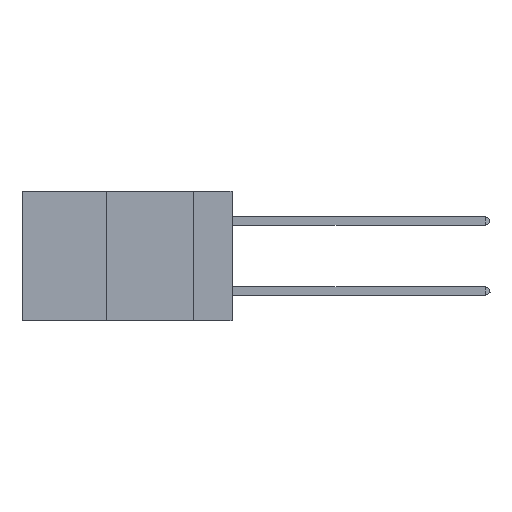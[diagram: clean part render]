
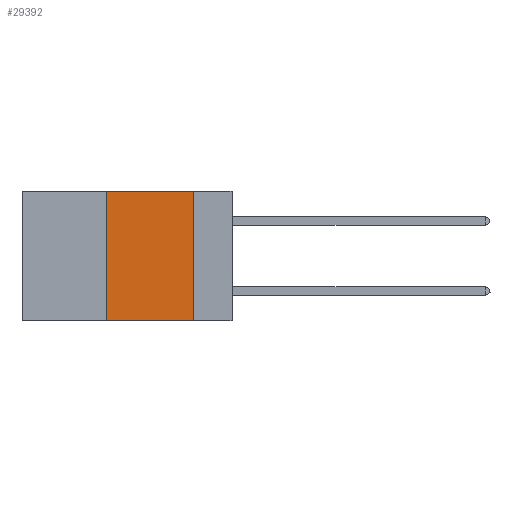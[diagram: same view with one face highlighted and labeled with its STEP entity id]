
A CAD part, left-side view. The second image highlights one B-rep face of the part: STEP entity #29392.
In plain terms, the highlighted planar face has unit normal (-1, 0, 0).
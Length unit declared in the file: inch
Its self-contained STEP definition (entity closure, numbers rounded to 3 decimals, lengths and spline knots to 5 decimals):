
#1982 = CARTESIAN_POINT ( 'NONE',  ( 0., 0.36, -0.37 ) ) ;
#3304 = AXIS2_PLACEMENT_3D ( 'NONE', #14874, #34453, #21355 ) ;
#3454 = LINE ( 'NONE', #17561, #20435 ) ;
#6133 = VERTEX_POINT ( 'NONE', #26510 ) ;
#6151 = LINE ( 'NONE', #24993, #40176 ) ;
#6279 = EDGE_CURVE ( 'NONE', #30126, #25412, #3454, .T. ) ;
#6397 = ORIENTED_EDGE ( 'NONE', *, *, #22481, .F. ) ;
#6615 = ORIENTED_EDGE ( 'NONE', *, *, #6279, .F. ) ;
#6883 = ORIENTED_EDGE ( 'NONE', *, *, #25972, .F. ) ;
#9866 = CARTESIAN_POINT ( 'NONE',  ( 0., 0.6, -0.37 ) ) ;
#14874 = CARTESIAN_POINT ( 'NONE',  ( 0., 0.6, 0. ) ) ;
#15062 = DIRECTION ( 'NONE',  ( 0., -1., 0. ) ) ;
#17553 = VECTOR ( 'NONE', #15062, 39.37008 ) ;
#17561 = CARTESIAN_POINT ( 'NONE',  ( 0., 0.36, 0. ) ) ;
#17710 = FACE_OUTER_BOUND ( 'NONE', #23149, .T. ) ;
#18381 = CARTESIAN_POINT ( 'NONE',  ( 0., 0.6, 0. ) ) ;
#19167 = CARTESIAN_POINT ( 'NONE',  ( 0., 0.11, -0.37 ) ) ;
#20435 = VECTOR ( 'NONE', #40609, 39.37008 ) ;
#20812 = LINE ( 'NONE', #9866, #38878 ) ;
#21355 = DIRECTION ( 'NONE',  ( 0., 0., -1. ) ) ;
#21636 = PLANE ( 'NONE',  #3304 ) ;
#22481 = EDGE_CURVE ( 'NONE', #6133, #37553, #6151, .T. ) ;
#22753 = ORIENTED_EDGE ( 'NONE', *, *, #29042, .T. ) ;
#23149 = EDGE_LOOP ( 'NONE', ( #6397, #6883, #6615, #22753 ) ) ;
#24993 = CARTESIAN_POINT ( 'NONE',  ( 0., 0.11, 0. ) ) ;
#25412 = VERTEX_POINT ( 'NONE', #34390 ) ;
#25972 = EDGE_CURVE ( 'NONE', #25412, #6133, #35073, .T. ) ;
#26510 = CARTESIAN_POINT ( 'NONE',  ( 0., 0.11, 0. ) ) ;
#29042 = EDGE_CURVE ( 'NONE', #30126, #37553, #20812, .T. ) ;
#29392 = ADVANCED_FACE ( 'NONE', ( #17710 ), #21636, .F. ) ;
#29720 = DIRECTION ( 'NONE',  ( 0., -1., 0. ) ) ;
#30126 = VERTEX_POINT ( 'NONE', #1982 ) ;
#31857 = DIRECTION ( 'NONE',  ( 0., 0., -1. ) ) ;
#34390 = CARTESIAN_POINT ( 'NONE',  ( 0., 0.36, 0. ) ) ;
#34453 = DIRECTION ( 'NONE',  ( 1., 0., 0. ) ) ;
#35073 = LINE ( 'NONE', #18381, #17553 ) ;
#37553 = VERTEX_POINT ( 'NONE', #19167 ) ;
#38878 = VECTOR ( 'NONE', #29720, 39.37008 ) ;
#40176 = VECTOR ( 'NONE', #31857, 39.37008 ) ;
#40609 = DIRECTION ( 'NONE',  ( 0., 0., 1. ) ) ;
